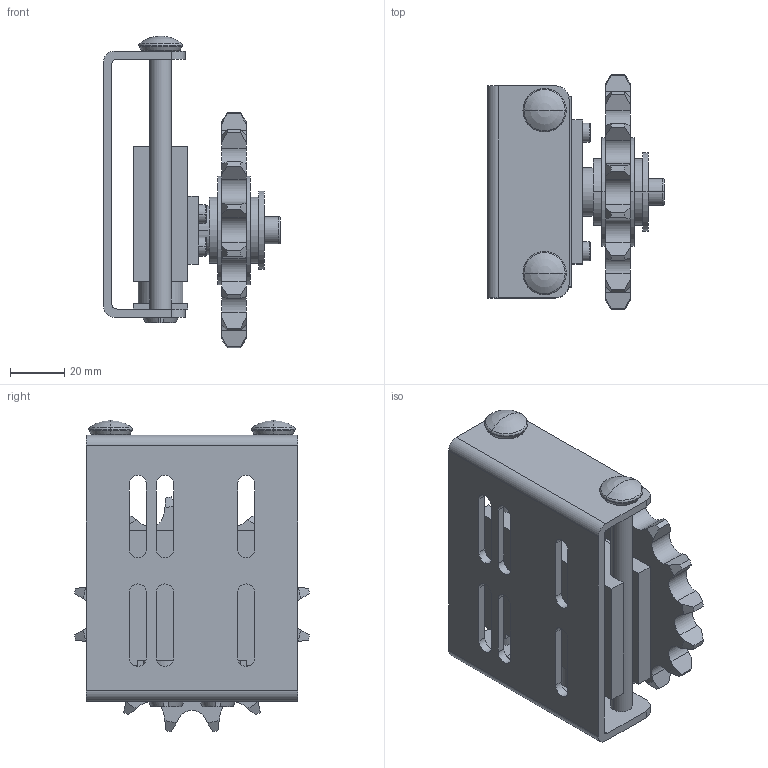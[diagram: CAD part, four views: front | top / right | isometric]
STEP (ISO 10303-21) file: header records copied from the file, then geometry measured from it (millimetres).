
FILE_DESCRIPTION(('STEP AP214'),'1');
FILE_NAME('cctmp_0ECEFF22-4EC3-4415-B3E0-CD78BD7A22B7_2023_7_12_8_59_46_419..stp','2023-07-12T06:59:46',('Murtfeldt Kunststoffe GmbH & Co.KG'),('CADClick - www.CADClick.com'),'Spatial InterOp 3D',' ','unknown authorization');
FILE_SCHEMA(('AUTOMOTIVE_DESIGN'));
Length unit declared in the file: millimetre
Products named in the file (1): 1
Bounding box: 65.15 x 86.57 x 114.79 mm (x, y, z)
Volume: 162334.1 mm3; surface area: 70547.1 mm2
Topology: 2 solids, 17 shells, 555 faces, 1402 edges, 904 vertices
Faces by surface type: plane 261, cylinder 176, cone 78, torus 36, sphere 4
Entity records: 21030 total; most frequent: CARTESIAN_POINT 3003, DIRECTION 2932, ORIENTED_EDGE 2764, EDGE_CURVE 1382, AXIS2_PLACEMENT_3D 1073, VERTEX_POINT 904, LINE 786, VECTOR 786
